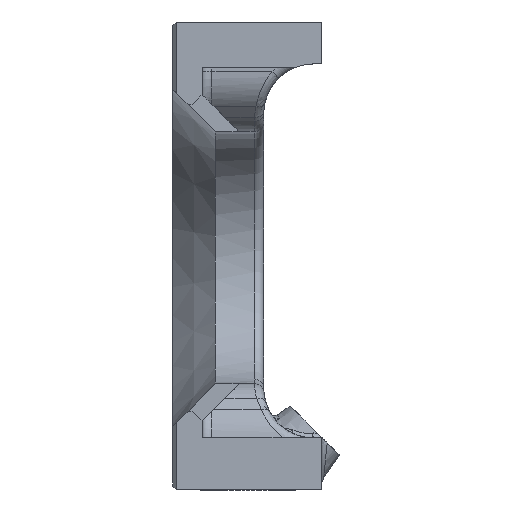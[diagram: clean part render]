
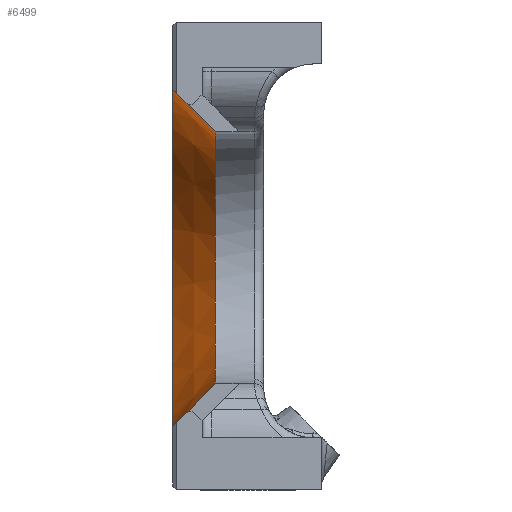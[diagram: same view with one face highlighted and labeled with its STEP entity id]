
A CAD part, left-side view. The second image highlights one B-rep face of the part: STEP entity #6499.
In plain terms, the highlighted conical face has half-angle 45 degrees and reference radius 6.937 mm.
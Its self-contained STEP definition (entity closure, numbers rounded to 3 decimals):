
#281 = EDGE_CURVE ( 'NONE', #4408, #15511, #2986, .T. ) ;
#299 = DIRECTION ( 'NONE',  ( 0., 0., 1. ) ) ;
#542 = CARTESIAN_POINT ( 'NONE',  ( -56.292, 0., -0.187 ) ) ;
#648 = EDGE_LOOP ( 'NONE', ( #9403, #8152, #14700, #6723, #6264, #12553 ) ) ;
#973 = CIRCLE ( 'NONE', #5847, 12.646 ) ;
#1595 = CARTESIAN_POINT ( 'NONE',  ( -56.292, -16.937, -0.187 ) ) ;
#2061 = CONICAL_SURFACE ( 'NONE', #12940, 6.937, 0.785 ) ;
#2551 = DIRECTION ( 'NONE',  ( 0., -0.707, 0.707 ) ) ;
#2594 = DIRECTION ( 'NONE',  ( 0., -1., 0. ) ) ;
#2716 = LINE ( 'NONE', #9017, #12703 ) ;
#2784 = LINE ( 'NONE', #1595, #7365 ) ;
#2948 = CARTESIAN_POINT ( 'NONE',  ( -56.292, -4.292, 12.458 ) ) ;
#2986 = LINE ( 'NONE', #6974, #3322 ) ;
#3322 = VECTOR ( 'NONE', #12157, 1000. ) ;
#3354 = EDGE_CURVE ( 'NONE', #16703, #16454, #973, .T. ) ;
#3856 = LINE ( 'NONE', #6249, #13273 ) ;
#4305 = DIRECTION ( 'NONE',  ( 0., -0.707, 0.707 ) ) ;
#4408 = VERTEX_POINT ( 'NONE', #9808 ) ;
#5723 = DIRECTION ( 'NONE',  ( 0., 0., 1. ) ) ;
#5805 = DIRECTION ( 'NONE',  ( 0., 1., 0. ) ) ;
#5847 = AXIS2_PLACEMENT_3D ( 'NONE', #15699, #2594, #12973 ) ;
#6249 = CARTESIAN_POINT ( 'NONE',  ( -56.292, -16.937, -0.187 ) ) ;
#6264 = ORIENTED_EDGE ( 'NONE', *, *, #281, .T. ) ;
#6469 = AXIS2_PLACEMENT_3D ( 'NONE', #542, #5805, #5723 ) ;
#6499 = ADVANCED_FACE ( 'NONE', ( #16176 ), #2061, .F. ) ;
#6723 = ORIENTED_EDGE ( 'NONE', *, *, #14807, .T. ) ;
#6974 = CARTESIAN_POINT ( 'NONE',  ( -56.292, -22.292, -5.542 ) ) ;
#7365 = VECTOR ( 'NONE', #4305, 1000. ) ;
#8025 = EDGE_CURVE ( 'NONE', #8468, #12548, #2716, .T. ) ;
#8152 = ORIENTED_EDGE ( 'NONE', *, *, #12212, .T. ) ;
#8468 = VERTEX_POINT ( 'NONE', #12264 ) ;
#8484 = EDGE_CURVE ( 'NONE', #15511, #8468, #11621, .T. ) ;
#9017 = CARTESIAN_POINT ( 'NONE',  ( -56.292, -9.646, -7.479 ) ) ;
#9403 = ORIENTED_EDGE ( 'NONE', *, *, #8025, .T. ) ;
#9808 = CARTESIAN_POINT ( 'NONE',  ( -56.292, -1.55, 15.2 ) ) ;
#10001 = CARTESIAN_POINT ( 'NONE',  ( -56.292, -4.292, -12.833 ) ) ;
#10985 = DIRECTION ( 'NONE',  ( 0., 1., 0. ) ) ;
#11621 = CIRCLE ( 'NONE', #6469, 16.937 ) ;
#12157 = DIRECTION ( 'NONE',  ( 0., 0.707, 0.707 ) ) ;
#12212 = EDGE_CURVE ( 'NONE', #12548, #16703, #2784, .T. ) ;
#12258 = CARTESIAN_POINT ( 'NONE',  ( -56.292, -10., -0.187 ) ) ;
#12264 = CARTESIAN_POINT ( 'NONE',  ( -56.292, 0., -17.125 ) ) ;
#12548 = VERTEX_POINT ( 'NONE', #13223 ) ;
#12553 = ORIENTED_EDGE ( 'NONE', *, *, #8484, .T. ) ;
#12703 = VECTOR ( 'NONE', #2551, 1000. ) ;
#12940 = AXIS2_PLACEMENT_3D ( 'NONE', #12258, #10985, #299 ) ;
#12973 = DIRECTION ( 'NONE',  ( 0., 0., 1. ) ) ;
#13223 = CARTESIAN_POINT ( 'NONE',  ( -56.292, -1.55, -15.575 ) ) ;
#13273 = VECTOR ( 'NONE', #16799, 1000. ) ;
#14700 = ORIENTED_EDGE ( 'NONE', *, *, #3354, .T. ) ;
#14807 = EDGE_CURVE ( 'NONE', #16454, #4408, #3856, .T. ) ;
#14889 = CARTESIAN_POINT ( 'NONE',  ( -56.292, 0., 16.75 ) ) ;
#15511 = VERTEX_POINT ( 'NONE', #14889 ) ;
#15699 = CARTESIAN_POINT ( 'NONE',  ( -56.292, -4.292, -0.187 ) ) ;
#16176 = FACE_OUTER_BOUND ( 'NONE', #648, .T. ) ;
#16454 = VERTEX_POINT ( 'NONE', #2948 ) ;
#16703 = VERTEX_POINT ( 'NONE', #10001 ) ;
#16799 = DIRECTION ( 'NONE',  ( 0., 0.707, 0.707 ) ) ;
